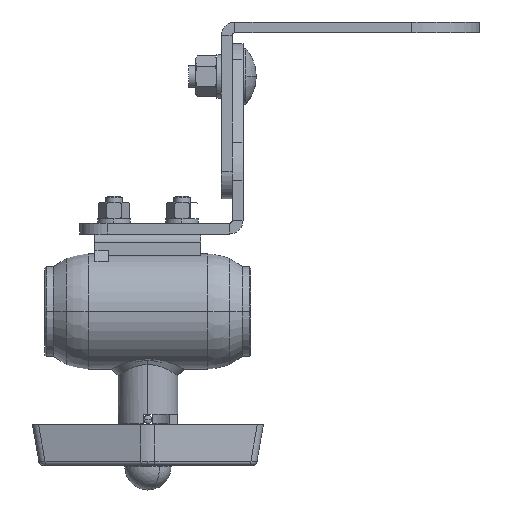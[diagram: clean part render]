
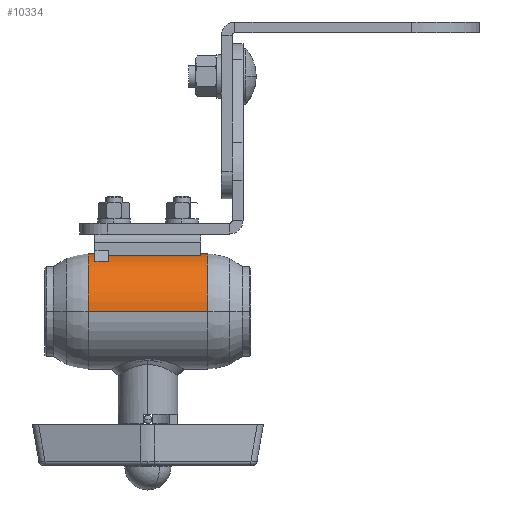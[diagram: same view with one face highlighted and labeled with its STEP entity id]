
A CAD part, left-side view. The second image highlights one B-rep face of the part: STEP entity #10334.
In plain terms, the highlighted cylindrical face has radius 21.2 mm (diameter 42.4 mm), a partial arc.
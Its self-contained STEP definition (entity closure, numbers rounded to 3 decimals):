
#10334 = ADVANCED_FACE ( 'NONE', ( #29909 ), #29868, .T. ) ;
#10347 = EDGE_CURVE ( 'NONE', #10373, #10508, #29901, .T. ) ;
#10349 = EDGE_CURVE ( 'NONE', #10372, #10507, #29895, .T. ) ;
#10372 = VERTEX_POINT ( 'NONE', #30098 ) ;
#10373 = VERTEX_POINT ( 'NONE', #30125 ) ;
#10492 = ORIENTED_EDGE ( 'NONE', *, *, #10349, .T. ) ;
#10493 = ORIENTED_EDGE ( 'NONE', *, *, #10494, .F. ) ;
#10494 = EDGE_CURVE ( 'NONE', #10508, #10507, #31125, .T. ) ;
#10507 = VERTEX_POINT ( 'NONE', #31154 ) ;
#10508 = VERTEX_POINT ( 'NONE', #31153 ) ;
#10548 = ORIENTED_EDGE ( 'NONE', *, *, #10347, .F. ) ;
#10549 = ORIENTED_EDGE ( 'NONE', *, *, #10565, .T. ) ;
#10565 = EDGE_CURVE ( 'NONE', #10373, #10372, #16838, .T. ) ;
#10566 = EDGE_LOOP ( 'NONE', ( #10548, #10549, #10492, #10493 ) ) ;
#16835 = DIRECTION ( 'NONE',  ( 1., 0., 0. ) ) ;
#16836 = DIRECTION ( 'NONE',  ( 0., 1., 0. ) ) ;
#16837 = AXIS2_PLACEMENT_3D ( 'NONE', #16935, #16836, #16835 ) ;
#16838 = CIRCLE ( 'NONE', #16837, 21.2 ) ;
#16935 = CARTESIAN_POINT ( 'NONE',  ( -70., 5.058, -106.474 ) ) ;
#29863 = DIRECTION ( 'NONE',  ( 1., 0., 0. ) ) ;
#29864 = DIRECTION ( 'NONE',  ( 0., 1., 0. ) ) ;
#29865 = CARTESIAN_POINT ( 'NONE',  ( -70., 61.762, -106.474 ) ) ;
#29866 = AXIS2_PLACEMENT_3D ( 'NONE', #29865, #29864, #29863 ) ;
#29868 = CYLINDRICAL_SURFACE ( 'NONE', #29866, 21.2 ) ;
#29892 = DIRECTION ( 'NONE',  ( 0., 1., 0. ) ) ;
#29893 = VECTOR ( 'NONE', #29892, 1000. ) ;
#29894 = CARTESIAN_POINT ( 'NONE',  ( -48.8, 61.762, -106.474 ) ) ;
#29895 = LINE ( 'NONE', #29894, #29893 ) ;
#29898 = DIRECTION ( 'NONE',  ( 0., 1., 0. ) ) ;
#29899 = VECTOR ( 'NONE', #29898, 1000. ) ;
#29900 = CARTESIAN_POINT ( 'NONE',  ( -91.2, 61.762, -106.474 ) ) ;
#29901 = LINE ( 'NONE', #29900, #29899 ) ;
#29909 = FACE_OUTER_BOUND ( 'NONE', #10566, .T. ) ;
#30098 = CARTESIAN_POINT ( 'NONE',  ( -48.8, 5.058, -106.474 ) ) ;
#30125 = CARTESIAN_POINT ( 'NONE',  ( -91.2, 5.058, -106.474 ) ) ;
#31121 = DIRECTION ( 'NONE',  ( 1., 0., 0. ) ) ;
#31122 = DIRECTION ( 'NONE',  ( 0., 1., 0. ) ) ;
#31123 = CARTESIAN_POINT ( 'NONE',  ( -70., 48.942, -106.474 ) ) ;
#31124 = AXIS2_PLACEMENT_3D ( 'NONE', #31123, #31122, #31121 ) ;
#31125 = CIRCLE ( 'NONE', #31124, 21.2 ) ;
#31153 = CARTESIAN_POINT ( 'NONE',  ( -91.2, 48.942, -106.474 ) ) ;
#31154 = CARTESIAN_POINT ( 'NONE',  ( -48.8, 48.942, -106.474 ) ) ;
